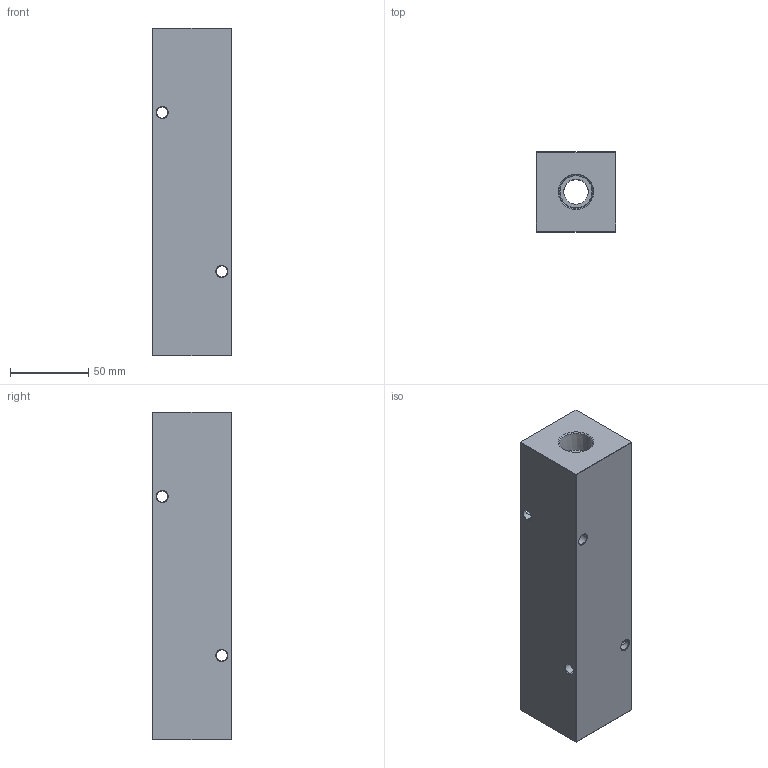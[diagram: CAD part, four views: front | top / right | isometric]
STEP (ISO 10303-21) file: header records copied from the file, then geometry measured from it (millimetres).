
FILE_DESCRIPTION (( 'STEP AP214' ), '1' );
FILE_NAME ('HM-4-0-P-8-8.STEP', '2020-02-28T19:43:36', ( '' ), ( '' ), 'SwSTEP 2.0', 'SolidWorks 2019', '' );
FILE_SCHEMA (( 'AUTOMOTIVE_DESIGN' ));
Length unit declared in the file: inch
Products named in the file (1): HM-4-0-P-8-8
Bounding box: 50.8 x 50.8 x 209.55 mm (x, y, z)
Volume: 463377.3 mm3; surface area: 64718.6 mm2
Topology: 1 solids, 1 shells, 498 faces, 1297 edges, 846 vertices
Faces by surface type: plane 247, bspline 193, cone 32, cylinder 26
Entity records: 31087 total; most frequent: CARTESIAN_POINT 13947, ORIENTED_EDGE 2594, DIRECTION 1579, EDGE_CURVE 1297, VERTEX_POINT 846, LINE 791, VECTOR 791, EDGE_LOOP 565
